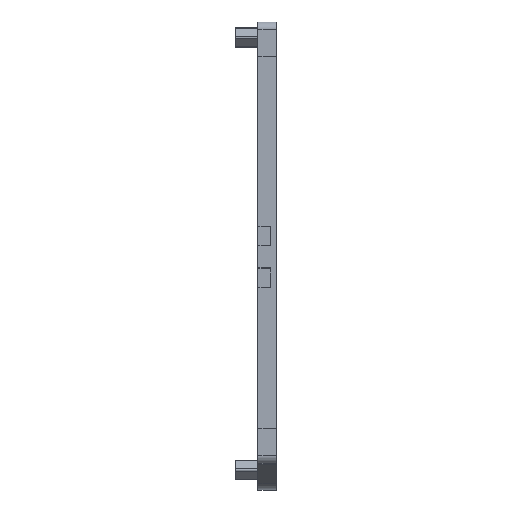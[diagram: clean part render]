
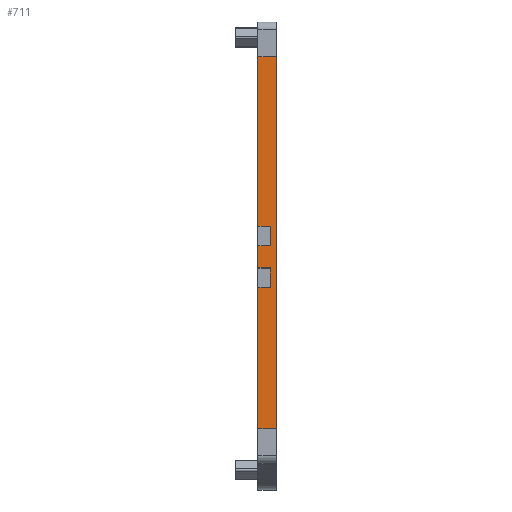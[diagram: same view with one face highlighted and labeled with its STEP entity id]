
A CAD part, top view. The second image highlights one B-rep face of the part: STEP entity #711.
In plain terms, the highlighted planar face has unit normal (0, 0, 1).
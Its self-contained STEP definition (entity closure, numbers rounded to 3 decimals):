
#654=AXIS2_PLACEMENT_3D('Plane Axis2P3D',#651,#652,#653) ;
#90=CARTESIAN_POINT('Vertex',(3.,29.844,32.55)) ;
#93=CARTESIAN_POINT('Line Origine',(3.,31.344,32.55)) ;
#97=CARTESIAN_POINT('Vertex',(3.,32.844,32.55)) ;
#118=CARTESIAN_POINT('Vertex',(3.,35.444,32.55)) ;
#121=CARTESIAN_POINT('Line Origine',(3.,46.868,32.55)) ;
#125=CARTESIAN_POINT('Vertex',(3.,58.291,32.55)) ;
#249=CARTESIAN_POINT('Vertex',(3.,8.197,32.55)) ;
#252=CARTESIAN_POINT('Line Origine',(3.,17.721,32.55)) ;
#256=CARTESIAN_POINT('Vertex',(3.,27.244,32.55)) ;
#460=CARTESIAN_POINT('Vertex',(5.5,58.291,32.55)) ;
#463=CARTESIAN_POINT('Line Origine',(5.5,33.244,32.55)) ;
#467=CARTESIAN_POINT('Vertex',(5.5,8.197,32.55)) ;
#625=CARTESIAN_POINT('Line Origine',(3.85,27.244,32.55)) ;
#629=CARTESIAN_POINT('Vertex',(4.7,27.244,32.55)) ;
#651=CARTESIAN_POINT('Axis2P3D Location',(3.,58.291,32.55)) ;
#656=CARTESIAN_POINT('Line Origine',(3.85,29.844,32.55)) ;
#660=CARTESIAN_POINT('Vertex',(4.7,29.844,32.55)) ;
#663=CARTESIAN_POINT('Line Origine',(4.7,28.544,32.55)) ;
#668=CARTESIAN_POINT('Line Origine',(4.25,8.197,32.55)) ;
#673=CARTESIAN_POINT('Line Origine',(4.25,58.291,32.55)) ;
#678=CARTESIAN_POINT('Line Origine',(3.85,35.444,32.55)) ;
#682=CARTESIAN_POINT('Vertex',(4.7,35.444,32.55)) ;
#685=CARTESIAN_POINT('Line Origine',(4.7,34.144,32.55)) ;
#689=CARTESIAN_POINT('Vertex',(4.7,32.844,32.55)) ;
#692=CARTESIAN_POINT('Line Origine',(3.85,32.844,32.55)) ;
#94=DIRECTION('Vector Direction',(0.,1.,0.)) ;
#122=DIRECTION('Vector Direction',(0.,1.,0.)) ;
#253=DIRECTION('Vector Direction',(0.,1.,0.)) ;
#464=DIRECTION('Vector Direction',(0.,1.,0.)) ;
#626=DIRECTION('Vector Direction',(1.,0.,0.)) ;
#652=DIRECTION('Axis2P3D Direction',(0.,0.,-1.)) ;
#653=DIRECTION('Axis2P3D XDirection',(0.,1.,0.)) ;
#657=DIRECTION('Vector Direction',(1.,0.,0.)) ;
#664=DIRECTION('Vector Direction',(0.,1.,0.)) ;
#669=DIRECTION('Vector Direction',(1.,0.,0.)) ;
#674=DIRECTION('Vector Direction',(1.,0.,0.)) ;
#679=DIRECTION('Vector Direction',(1.,0.,0.)) ;
#686=DIRECTION('Vector Direction',(0.,1.,0.)) ;
#693=DIRECTION('Vector Direction',(1.,0.,0.)) ;
#95=VECTOR('Line Direction',#94,1.) ;
#123=VECTOR('Line Direction',#122,1.) ;
#254=VECTOR('Line Direction',#253,1.) ;
#465=VECTOR('Line Direction',#464,1.) ;
#627=VECTOR('Line Direction',#626,1.) ;
#658=VECTOR('Line Direction',#657,1.) ;
#665=VECTOR('Line Direction',#664,1.) ;
#670=VECTOR('Line Direction',#669,1.) ;
#675=VECTOR('Line Direction',#674,1.) ;
#680=VECTOR('Line Direction',#679,1.) ;
#687=VECTOR('Line Direction',#686,1.) ;
#694=VECTOR('Line Direction',#693,1.) ;
#698=ORIENTED_EDGE('',*,*,#662,.T.) ;
#699=ORIENTED_EDGE('',*,*,#667,.F.) ;
#700=ORIENTED_EDGE('',*,*,#631,.F.) ;
#701=ORIENTED_EDGE('',*,*,#258,.T.) ;
#702=ORIENTED_EDGE('',*,*,#672,.T.) ;
#703=ORIENTED_EDGE('',*,*,#469,.F.) ;
#704=ORIENTED_EDGE('',*,*,#677,.F.) ;
#705=ORIENTED_EDGE('',*,*,#127,.T.) ;
#706=ORIENTED_EDGE('',*,*,#684,.T.) ;
#707=ORIENTED_EDGE('',*,*,#691,.F.) ;
#708=ORIENTED_EDGE('',*,*,#696,.F.) ;
#709=ORIENTED_EDGE('',*,*,#99,.T.) ;
#711=ADVANCED_FACE('K\X2\00F6\X0\rper.3',(#710),#655,.F.) ;
#99=EDGE_CURVE('',#98,#91,#96,.F.) ;
#127=EDGE_CURVE('',#126,#119,#124,.F.) ;
#258=EDGE_CURVE('',#257,#250,#255,.F.) ;
#469=EDGE_CURVE('',#461,#468,#466,.F.) ;
#631=EDGE_CURVE('',#257,#630,#628,.T.) ;
#662=EDGE_CURVE('',#91,#661,#659,.T.) ;
#667=EDGE_CURVE('',#630,#661,#666,.T.) ;
#672=EDGE_CURVE('',#250,#468,#671,.T.) ;
#677=EDGE_CURVE('',#126,#461,#676,.T.) ;
#684=EDGE_CURVE('',#119,#683,#681,.T.) ;
#691=EDGE_CURVE('',#690,#683,#688,.T.) ;
#696=EDGE_CURVE('',#98,#690,#695,.T.) ;
#697=EDGE_LOOP('',(#698,#699,#700,#701,#702,#703,#704,#705,#706,#707,#708,#709)) ;
#710=FACE_OUTER_BOUND('',#697,.T.) ;
#96=LINE('Line',#93,#95) ;
#124=LINE('Line',#121,#123) ;
#255=LINE('Line',#252,#254) ;
#466=LINE('Line',#463,#465) ;
#628=LINE('Line',#625,#627) ;
#659=LINE('Line',#656,#658) ;
#666=LINE('Line',#663,#665) ;
#671=LINE('Line',#668,#670) ;
#676=LINE('Line',#673,#675) ;
#681=LINE('Line',#678,#680) ;
#688=LINE('Line',#685,#687) ;
#695=LINE('Line',#692,#694) ;
#655=PLANE('',#654) ;
#91=VERTEX_POINT('',#90) ;
#98=VERTEX_POINT('',#97) ;
#119=VERTEX_POINT('',#118) ;
#126=VERTEX_POINT('',#125) ;
#250=VERTEX_POINT('',#249) ;
#257=VERTEX_POINT('',#256) ;
#461=VERTEX_POINT('',#460) ;
#468=VERTEX_POINT('',#467) ;
#630=VERTEX_POINT('',#629) ;
#661=VERTEX_POINT('',#660) ;
#683=VERTEX_POINT('',#682) ;
#690=VERTEX_POINT('',#689) ;
